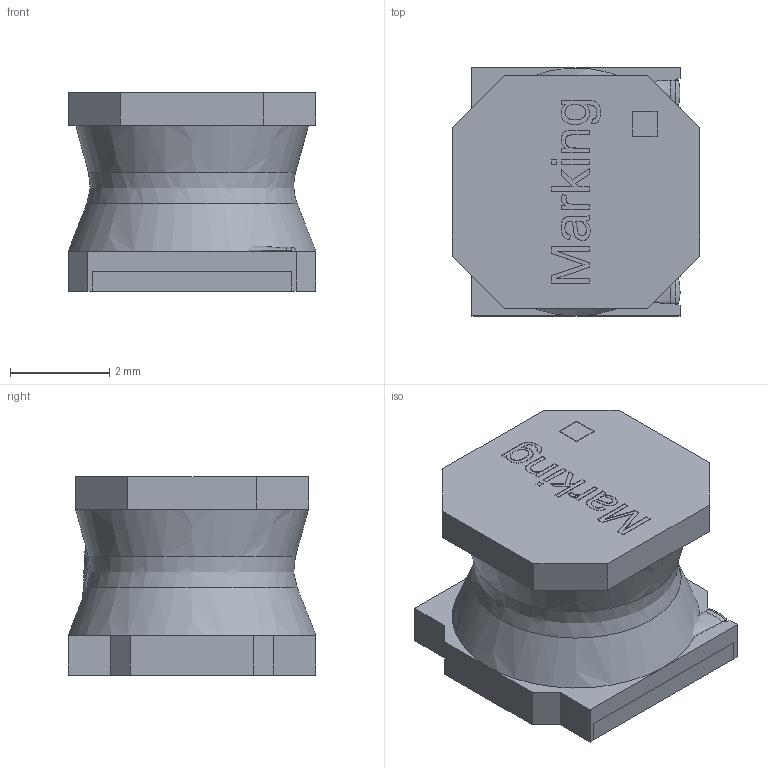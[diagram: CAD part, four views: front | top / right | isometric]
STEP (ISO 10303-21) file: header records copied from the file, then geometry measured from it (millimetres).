
FILE_DESCRIPTION( ( 'Unknown' ), '1' );
FILE_NAME( 'LQS_5040.stp', 'Unknown', ( 'Unknown' ), ( 'Unknown' ), 'PSStep 17.0.49', 'Unknown', ' ' );
FILE_SCHEMA( ( 'AUTOMOTIVE_DESIGN { 1 0 10303 214 1 1 1 1 }' ) );
Length unit declared in the file: millimetre
Products named in the file (5): Assem1; housing; contact; spule; Glue
Assembly tree (5 placements, depth 2):
  Assem1
    housing
    contact  x2
    spule
    Glue
Bounding box: 5 x 5 x 4 mm (x, y, z)
Volume: 94.7 mm3; surface area: 295.7 mm2
Topology: 5 solids, 5 shells, 157 faces, 382 edges, 248 vertices
Faces by surface type: plane 113, bspline 17, extrusion 16, cylinder 9, torus 2
Full cylindrical faces by diameter (mm): 3 x1
Entity records: 8603 total; most frequent: CARTESIAN_POINT 4120, ORIENTED_EDGE 728, DIRECTION 489, EDGE_CURVE 364, VERTEX_POINT 240, VECTOR 201, LINE 185, B_SPLINE_CURVE_WITH_KNOTS 174
